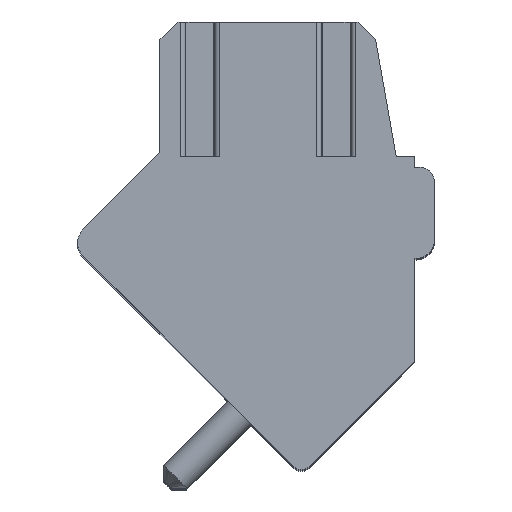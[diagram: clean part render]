
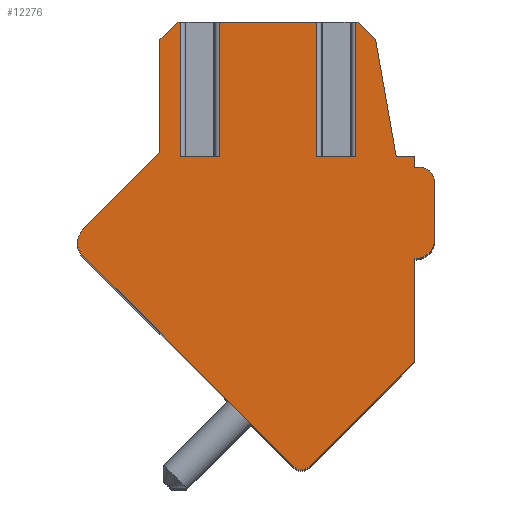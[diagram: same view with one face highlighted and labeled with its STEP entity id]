
A CAD part, top view. The second image highlights one B-rep face of the part: STEP entity #12276.
In plain terms, the highlighted planar face has unit normal (0, 0, 1).
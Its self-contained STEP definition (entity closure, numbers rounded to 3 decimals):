
#1923=DIRECTION('',(0.707,-0.707,0.));
#1924=VECTOR('',#1923,8.2);
#1925=CARTESIAN_POINT('',(-4.761,0.072,1.75));
#1926=LINE('',#1925,#1924);
#2199=DIRECTION('',(1.,0.,0.));
#2200=VECTOR('',#2199,1.07);
#2201=CARTESIAN_POINT('',(1.673,2.8,1.75));
#2202=LINE('',#2201,#2200);
#2203=DIRECTION('',(0.,1.,0.));
#2204=VECTOR('',#2203,3.7);
#2205=CARTESIAN_POINT('',(2.743,2.8,1.75));
#2206=LINE('',#2205,#2204);
#2207=DIRECTION('',(-1.,0.,0.));
#2208=VECTOR('',#2207,0.068);
#2209=CARTESIAN_POINT('',(2.811,6.5,1.75));
#2210=LINE('',#2209,#2208);
#2211=DIRECTION('',(-0.707,0.707,0.));
#2212=VECTOR('',#2211,0.677);
#2213=CARTESIAN_POINT('',(3.29,6.021,1.75));
#2214=LINE('',#2213,#2212);
#2215=DIRECTION('',(-0.174,0.985,0.));
#2216=VECTOR('',#2215,3.271);
#2217=CARTESIAN_POINT('',(3.858,2.8,1.75));
#2218=LINE('',#2217,#2216);
#2219=DIRECTION('',(-1.,0.,0.));
#2220=VECTOR('',#2219,0.5);
#2221=CARTESIAN_POINT('',(4.358,2.8,1.75));
#2222=LINE('',#2221,#2220);
#2223=DIRECTION('',(0.,1.,0.));
#2224=VECTOR('',#2223,0.3);
#2225=CARTESIAN_POINT('',(4.358,2.5,1.75));
#2226=LINE('',#2225,#2224);
#2227=DIRECTION('',(-1.,0.,0.));
#2228=VECTOR('',#2227,0.15);
#2229=CARTESIAN_POINT('',(4.508,2.5,1.75));
#2230=LINE('',#2229,#2228);
#2231=CARTESIAN_POINT('',(4.508,2.1,1.75));
#2232=DIRECTION('',(0.,0.,1.));
#2233=DIRECTION('',(1.,0.,0.));
#2234=AXIS2_PLACEMENT_3D('',#2231,#2232,#2233);
#2236=DIRECTION('',(0.,1.,0.));
#2237=VECTOR('',#2236,1.6);
#2238=CARTESIAN_POINT('',(4.908,0.5,1.75));
#2239=LINE('',#2238,#2237);
#2240=CARTESIAN_POINT('',(4.408,0.5,1.75));
#2241=DIRECTION('',(0.,0.,1.));
#2242=DIRECTION('',(0.,-1.,0.));
#2243=AXIS2_PLACEMENT_3D('',#2240,#2241,#2242);
#2245=DIRECTION('',(1.,0.,0.));
#2246=VECTOR('',#2245,0.05);
#2247=CARTESIAN_POINT('',(4.358,0.,1.75));
#2248=LINE('',#2247,#2246);
#2249=DIRECTION('',(0.,1.,0.));
#2250=VECTOR('',#2249,2.83);
#2251=CARTESIAN_POINT('',(4.358,-2.83,1.75));
#2252=LINE('',#2251,#2250);
#2253=DIRECTION('',(0.707,0.707,0.));
#2254=VECTOR('',#2253,4.096);
#2255=CARTESIAN_POINT('',(1.461,-5.727,1.75));
#2256=LINE('',#2255,#2254);
#2257=CARTESIAN_POINT('',(1.249,-5.515,1.75));
#2258=DIRECTION('',(0.,0.,1.));
#2259=DIRECTION('',(-0.707,-0.707,0.));
#2260=AXIS2_PLACEMENT_3D('',#2257,#2258,#2259);
#2262=CARTESIAN_POINT('',(-4.408,0.425,1.75));
#2263=DIRECTION('',(0.,0.,1.));
#2264=DIRECTION('',(-0.707,0.707,0.));
#2265=AXIS2_PLACEMENT_3D('',#2262,#2263,#2264);
#2267=DIRECTION('',(-0.707,-0.707,0.));
#2268=VECTOR('',#2267,2.997);
#2269=CARTESIAN_POINT('',(-2.642,2.898,1.75));
#2270=LINE('',#2269,#2268);
#2271=DIRECTION('',(0.,-1.,0.));
#2272=VECTOR('',#2271,3.111);
#2273=CARTESIAN_POINT('',(-2.642,6.009,1.75));
#2274=LINE('',#2273,#2272);
#2275=DIRECTION('',(-0.707,-0.707,0.));
#2276=VECTOR('',#2275,0.694);
#2277=CARTESIAN_POINT('',(-2.151,6.5,1.75));
#2278=LINE('',#2277,#2276);
#2279=DIRECTION('',(-1.,0.,0.));
#2280=VECTOR('',#2279,0.074);
#2281=CARTESIAN_POINT('',(-2.077,6.5,1.75));
#2282=LINE('',#2281,#2280);
#2283=DIRECTION('',(0.,1.,0.));
#2284=VECTOR('',#2283,3.7);
#2285=CARTESIAN_POINT('',(-2.077,2.8,1.75));
#2286=LINE('',#2285,#2284);
#2287=DIRECTION('',(1.,0.,0.));
#2288=VECTOR('',#2287,1.07);
#2289=CARTESIAN_POINT('',(-2.077,2.8,1.75));
#2290=LINE('',#2289,#2288);
#2291=DIRECTION('',(0.,1.,0.));
#2292=VECTOR('',#2291,3.7);
#2293=CARTESIAN_POINT('',(-1.007,2.8,1.75));
#2294=LINE('',#2293,#2292);
#2295=DIRECTION('',(-1.,0.,0.));
#2296=VECTOR('',#2295,2.68);
#2297=CARTESIAN_POINT('',(1.673,6.5,1.75));
#2298=LINE('',#2297,#2296);
#2299=DIRECTION('',(0.,1.,0.));
#2300=VECTOR('',#2299,3.7);
#2301=CARTESIAN_POINT('',(1.673,2.8,1.75));
#2302=LINE('',#2301,#2300);
#7435=CARTESIAN_POINT('',(1.673,2.8,1.75));
#7436=CARTESIAN_POINT('',(2.743,2.8,1.75));
#7437=VERTEX_POINT('',#7435);
#7438=VERTEX_POINT('',#7436);
#7439=CARTESIAN_POINT('',(2.743,6.5,1.75));
#7440=VERTEX_POINT('',#7439);
#7441=CARTESIAN_POINT('',(1.673,6.5,1.75));
#7442=VERTEX_POINT('',#7441);
#7455=CARTESIAN_POINT('',(-2.077,2.8,1.75));
#7456=CARTESIAN_POINT('',(-1.007,2.8,1.75));
#7457=VERTEX_POINT('',#7455);
#7458=VERTEX_POINT('',#7456);
#7459=CARTESIAN_POINT('',(-1.007,6.5,1.75));
#7460=VERTEX_POINT('',#7459);
#7461=CARTESIAN_POINT('',(-2.077,6.5,1.75));
#7462=VERTEX_POINT('',#7461);
#7553=CARTESIAN_POINT('',(1.037,-5.727,1.75));
#7554=CARTESIAN_POINT('',(1.461,-5.727,1.75));
#7555=VERTEX_POINT('',#7553);
#7556=VERTEX_POINT('',#7554);
#7557=CARTESIAN_POINT('',(4.358,-2.83,1.75));
#7558=VERTEX_POINT('',#7557);
#7559=CARTESIAN_POINT('',(4.358,0.,1.75));
#7560=VERTEX_POINT('',#7559);
#7561=CARTESIAN_POINT('',(4.408,0.,1.75));
#7562=VERTEX_POINT('',#7561);
#7563=CARTESIAN_POINT('',(4.908,0.5,1.75));
#7564=VERTEX_POINT('',#7563);
#7565=CARTESIAN_POINT('',(4.908,2.1,1.75));
#7566=VERTEX_POINT('',#7565);
#7567=CARTESIAN_POINT('',(4.508,2.5,1.75));
#7568=VERTEX_POINT('',#7567);
#7569=CARTESIAN_POINT('',(4.358,2.5,1.75));
#7570=VERTEX_POINT('',#7569);
#7571=CARTESIAN_POINT('',(4.358,2.8,1.75));
#7572=VERTEX_POINT('',#7571);
#7573=CARTESIAN_POINT('',(3.858,2.8,1.75));
#7574=VERTEX_POINT('',#7573);
#7575=CARTESIAN_POINT('',(3.29,6.021,1.75));
#7576=VERTEX_POINT('',#7575);
#7577=CARTESIAN_POINT('',(2.811,6.5,1.75));
#7578=VERTEX_POINT('',#7577);
#7579=CARTESIAN_POINT('',(-2.151,6.5,1.75));
#7580=CARTESIAN_POINT('',(-2.642,6.009,1.75));
#7581=VERTEX_POINT('',#7579);
#7582=VERTEX_POINT('',#7580);
#7583=CARTESIAN_POINT('',(-4.761,0.779,1.75));
#7584=CARTESIAN_POINT('',(-4.761,0.072,1.75));
#7585=VERTEX_POINT('',#7583);
#7586=VERTEX_POINT('',#7584);
#7591=CARTESIAN_POINT('',(-2.642,2.898,1.75));
#7593=VERTEX_POINT('',#7591);
#12233=CARTESIAN_POINT('',(0.,0.,1.75));
#12234=DIRECTION('',(0.,0.,1.));
#12235=DIRECTION('',(1.,0.,0.));
#12236=AXIS2_PLACEMENT_3D('',#12233,#12234,#12235);
#12237=PLANE('',#12236);
#12239=ORIENTED_EDGE('',*,*,#12238,.T.);
#12241=ORIENTED_EDGE('',*,*,#12240,.T.);
#12242=ORIENTED_EDGE('',*,*,#9668,.F.);
#12243=ORIENTED_EDGE('',*,*,#9878,.F.);
#12244=ORIENTED_EDGE('',*,*,#9892,.F.);
#12245=ORIENTED_EDGE('',*,*,#9906,.F.);
#12246=ORIENTED_EDGE('',*,*,#9983,.F.);
#12247=ORIENTED_EDGE('',*,*,#9999,.F.);
#12248=ORIENTED_EDGE('',*,*,#10634,.F.);
#12249=ORIENTED_EDGE('',*,*,#10766,.F.);
#12250=ORIENTED_EDGE('',*,*,#10898,.F.);
#12251=ORIENTED_EDGE('',*,*,#11030,.F.);
#12252=ORIENTED_EDGE('',*,*,#11169,.F.);
#12253=ORIENTED_EDGE('',*,*,#11854,.F.);
#12254=ORIENTED_EDGE('',*,*,#12008,.F.);
#12255=ORIENTED_EDGE('',*,*,#11905,.F.);
#12257=ORIENTED_EDGE('',*,*,#12256,.F.);
#12259=ORIENTED_EDGE('',*,*,#12258,.F.);
#12261=ORIENTED_EDGE('',*,*,#12260,.F.);
#12263=ORIENTED_EDGE('',*,*,#12262,.F.);
#12264=ORIENTED_EDGE('',*,*,#9700,.F.);
#12266=ORIENTED_EDGE('',*,*,#12265,.F.);
#12268=ORIENTED_EDGE('',*,*,#12267,.T.);
#12270=ORIENTED_EDGE('',*,*,#12269,.T.);
#12271=ORIENTED_EDGE('',*,*,#9684,.F.);
#12273=ORIENTED_EDGE('',*,*,#12272,.F.);
#12274=EDGE_LOOP('',(#12239,#12241,#12242,#12243,#12244,#12245,#12246,#12247,
#12248,#12249,#12250,#12251,#12252,#12253,#12254,#12255,#12257,#12259,#12261,
#12263,#12264,#12266,#12268,#12270,#12271,#12273));
#12275=FACE_OUTER_BOUND('',#12274,.F.);
#2235=CIRCLE('',#2234,0.4);
#2244=CIRCLE('',#2243,0.5);
#2261=CIRCLE('',#2260,0.3);
#2266=CIRCLE('',#2265,0.5);
#9668=EDGE_CURVE('',#7578,#7440,#2210,.T.);
#9684=EDGE_CURVE('',#7442,#7460,#2298,.T.);
#9700=EDGE_CURVE('',#7462,#7581,#2282,.T.);
#9878=EDGE_CURVE('',#7576,#7578,#2214,.T.);
#9892=EDGE_CURVE('',#7574,#7576,#2218,.T.);
#9906=EDGE_CURVE('',#7572,#7574,#2222,.T.);
#9983=EDGE_CURVE('',#7570,#7572,#2226,.T.);
#9999=EDGE_CURVE('',#7568,#7570,#2230,.T.);
#10634=EDGE_CURVE('',#7566,#7568,#2235,.T.);
#10766=EDGE_CURVE('',#7564,#7566,#2239,.T.);
#10898=EDGE_CURVE('',#7562,#7564,#2244,.T.);
#11030=EDGE_CURVE('',#7560,#7562,#2248,.T.);
#11169=EDGE_CURVE('',#7558,#7560,#2252,.T.);
#11854=EDGE_CURVE('',#7556,#7558,#2256,.T.);
#11905=EDGE_CURVE('',#7586,#7555,#1926,.T.);
#12008=EDGE_CURVE('',#7555,#7556,#2261,.T.);
#12238=EDGE_CURVE('',#7437,#7438,#2202,.T.);
#12240=EDGE_CURVE('',#7438,#7440,#2206,.T.);
#12256=EDGE_CURVE('',#7585,#7586,#2266,.T.);
#12258=EDGE_CURVE('',#7593,#7585,#2270,.T.);
#12260=EDGE_CURVE('',#7582,#7593,#2274,.T.);
#12262=EDGE_CURVE('',#7581,#7582,#2278,.T.);
#12265=EDGE_CURVE('',#7457,#7462,#2286,.T.);
#12267=EDGE_CURVE('',#7457,#7458,#2290,.T.);
#12269=EDGE_CURVE('',#7458,#7460,#2294,.T.);
#12272=EDGE_CURVE('',#7437,#7442,#2302,.T.);
#12276=ADVANCED_FACE('',(#12275),#12237,.T.);
